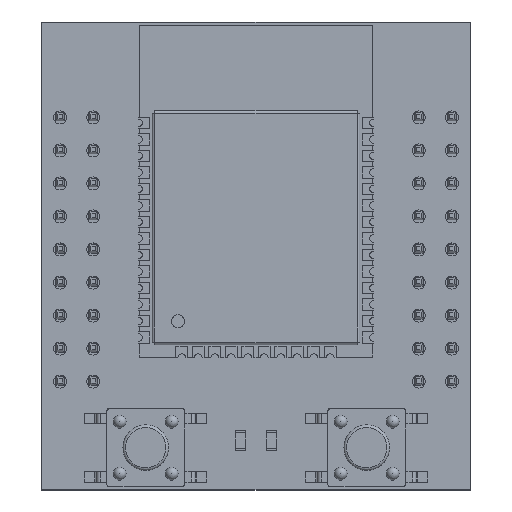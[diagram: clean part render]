
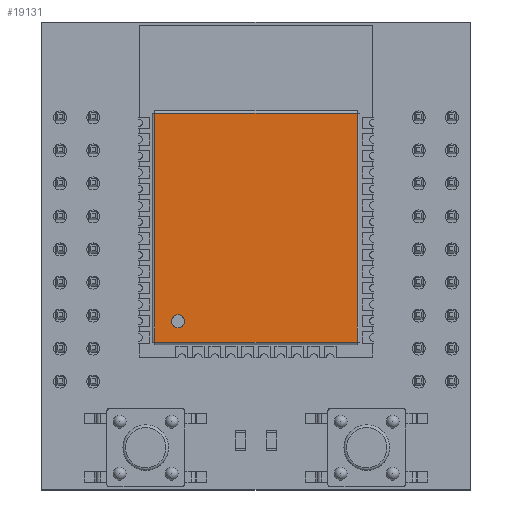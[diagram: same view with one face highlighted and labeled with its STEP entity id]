
A CAD part, top view. The second image highlights one B-rep face of the part: STEP entity #19131.
In plain terms, the highlighted planar face has unit normal (0, 0, 1).
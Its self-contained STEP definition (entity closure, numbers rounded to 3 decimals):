
#19131 = ADVANCED_FACE('',(#19132,#19166),#19177,.T.);
#19132 = FACE_BOUND('',#19133,.T.);
#19133 = EDGE_LOOP('',(#19134,#19144,#19152,#19160));
#19134 = ORIENTED_EDGE('',*,*,#19135,.F.);
#19135 = EDGE_CURVE('',#19136,#19138,#19140,.T.);
#19136 = VERTEX_POINT('',#19137);
#19137 = CARTESIAN_POINT('',(-7.8,-11.6,3.15));
#19138 = VERTEX_POINT('',#19139);
#19139 = CARTESIAN_POINT('',(-7.8,6.,3.15));
#19140 = LINE('',#19141,#19142);
#19141 = CARTESIAN_POINT('',(-7.8,-11.6,3.15));
#19142 = VECTOR('',#19143,1.);
#19143 = DIRECTION('',(0.,1.,0.));
#19144 = ORIENTED_EDGE('',*,*,#19145,.T.);
#19145 = EDGE_CURVE('',#19136,#19146,#19148,.T.);
#19146 = VERTEX_POINT('',#19147);
#19147 = CARTESIAN_POINT('',(7.8,-11.6,3.15));
#19148 = LINE('',#19149,#19150);
#19149 = CARTESIAN_POINT('',(-7.8,-11.6,3.15));
#19150 = VECTOR('',#19151,1.);
#19151 = DIRECTION('',(1.,0.,0.));
#19152 = ORIENTED_EDGE('',*,*,#19153,.T.);
#19153 = EDGE_CURVE('',#19146,#19154,#19156,.T.);
#19154 = VERTEX_POINT('',#19155);
#19155 = CARTESIAN_POINT('',(7.8,6.,3.15));
#19156 = LINE('',#19157,#19158);
#19157 = CARTESIAN_POINT('',(7.8,-11.6,3.15));
#19158 = VECTOR('',#19159,1.);
#19159 = DIRECTION('',(0.,1.,0.));
#19160 = ORIENTED_EDGE('',*,*,#19161,.F.);
#19161 = EDGE_CURVE('',#19138,#19154,#19162,.T.);
#19162 = LINE('',#19163,#19164);
#19163 = CARTESIAN_POINT('',(-7.8,6.,3.15));
#19164 = VECTOR('',#19165,1.);
#19165 = DIRECTION('',(1.,0.,0.));
#19166 = FACE_BOUND('',#19167,.T.);
#19167 = EDGE_LOOP('',(#19168));
#19168 = ORIENTED_EDGE('',*,*,#19169,.F.);
#19169 = EDGE_CURVE('',#19170,#19170,#19172,.T.);
#19170 = VERTEX_POINT('',#19171);
#19171 = CARTESIAN_POINT('',(-5.5,-10.,3.15));
#19172 = CIRCLE('',#19173,0.5);
#19173 = AXIS2_PLACEMENT_3D('',#19174,#19175,#19176);
#19174 = CARTESIAN_POINT('',(-6.,-10.,3.15));
#19175 = DIRECTION('',(0.,0.,1.));
#19176 = DIRECTION('',(1.,0.,0.));
#19177 = PLANE('',#19178);
#19178 = AXIS2_PLACEMENT_3D('',#19179,#19180,#19181);
#19179 = CARTESIAN_POINT('',(-7.8,-11.6,3.15));
#19180 = DIRECTION('',(0.,0.,1.));
#19181 = DIRECTION('',(1.,0.,0.));
